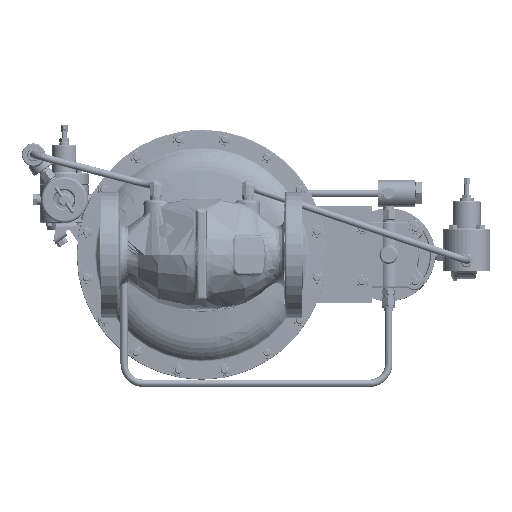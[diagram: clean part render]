
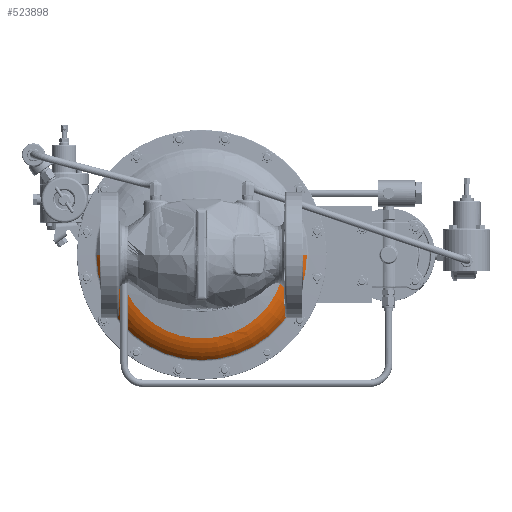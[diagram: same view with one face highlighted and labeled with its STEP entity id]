
A CAD part, front view. The second image highlights one B-rep face of the part: STEP entity #523898.
In plain terms, the highlighted toroidal (fillet/blend) face has major radius 101.046 mm and minor radius 46.038 mm.
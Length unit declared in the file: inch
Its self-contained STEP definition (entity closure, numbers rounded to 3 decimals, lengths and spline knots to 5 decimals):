
#907 = AXIS2_PLACEMENT_3D ( 'NONE', #44921, #613434, #136453 ) ;
#7475 = DIRECTION ( 'NONE',  ( 1., 0., 0. ) ) ;
#32160 = CARTESIAN_POINT ( 'NONE',  ( -4.68644, 9.03441, -0.12842 ) ) ;
#33917 = B_SPLINE_CURVE_WITH_KNOTS ( 'NONE', 3,
 ( #96296, #89621, #444976, #197776, #194421, #35461, #241853, #654718, #302580, #146995, #353410, #45467, #38810, #191112, #251875, #556563, #448303, #32160, #295973, #86311, #604031, #451595 ),
 .UNSPECIFIED., .F., .F.,
 ( 4, 2, 2, 2, 2, 2, 2, 2, 2, 2, 4 ),
 ( 0., 0.00492, 0.00615, 0.00738, 0.00984, 0.01107, 0.0123, 0.01476, 0.01599, 0.01722, 0.01968 ),
 .UNSPECIFIED. ) ;
#35461 = CARTESIAN_POINT ( 'NONE',  ( -4.49401, 8.97138, -0.4524 ) ) ;
#35695 = ORIENTED_EDGE ( 'NONE', *, *, #69517, .F. ) ;
#38810 = CARTESIAN_POINT ( 'NONE',  ( -4.62253, 9.01149, -0.2925 ) ) ;
#44921 = CARTESIAN_POINT ( 'NONE',  ( 3.97817, 10.70206, 0. ) ) ;
#45467 = CARTESIAN_POINT ( 'NONE',  ( -4.61436, 9.0087, -0.30644 ) ) ;
#45767 = DIRECTION ( 'NONE',  ( -1., 0., 0. ) ) ;
#48212 = CARTESIAN_POINT ( 'NONE',  ( -4.2786, 8.9218, -0.58557 ) ) ;
#49084 = CARTESIAN_POINT ( 'NONE',  ( 0., 8.9218, 0. ) ) ;
#69517 = EDGE_CURVE ( 'NONE', #423330, #443620, #478537, .T. ) ;
#70357 = AXIS2_PLACEMENT_3D ( 'NONE', #49084, #563502, #45767 ) ;
#86311 = CARTESIAN_POINT ( 'NONE',  ( -4.69797, 9.03875, -0.06439 ) ) ;
#89621 = CARTESIAN_POINT ( 'NONE',  ( -4.33854, 8.93254, -0.56198 ) ) ;
#96296 = CARTESIAN_POINT ( 'NONE',  ( -4.2786, 8.9218, -0.58557 ) ) ;
#105922 = EDGE_LOOP ( 'NONE', ( #590424, #237675, #292914, #535823, #35695 ) ) ;
#126246 = CIRCLE ( 'NONE', #375002, 5.42319 ) ;
#132921 = FACE_OUTER_BOUND ( 'NONE', #105922, .T. ) ;
#136453 = DIRECTION ( 'NONE',  ( -1., 0., 0. ) ) ;
#146995 = CARTESIAN_POINT ( 'NONE',  ( -4.58815, 8.99998, -0.34644 ) ) ;
#147143 = DIRECTION ( 'NONE',  ( 0., 0., 1. ) ) ;
#173069 = CARTESIAN_POINT ( 'NONE',  ( 0., 9.60795, 0. ) ) ;
#179855 = VERTEX_POINT ( 'NONE', #221331 ) ;
#191112 = CARTESIAN_POINT ( 'NONE',  ( -4.64522, 9.01935, -0.24999 ) ) ;
#194421 = CARTESIAN_POINT ( 'NONE',  ( -4.47001, 8.96476, -0.47322 ) ) ;
#197379 = AXIS2_PLACEMENT_3D ( 'NONE', #600864, #147143, #654867 ) ;
#197776 = CARTESIAN_POINT ( 'NONE',  ( -4.45754, 8.96143, -0.48329 ) ) ;
#208135 = EDGE_CURVE ( 'NONE', #254438, #443620, #33917, .T. ) ;
#221331 = CARTESIAN_POINT ( 'NONE',  ( 4.31849, 8.9218, 0. ) ) ;
#237675 = ORIENTED_EDGE ( 'NONE', *, *, #660275, .T. ) ;
#241853 = CARTESIAN_POINT ( 'NONE',  ( -4.50559, 8.97467, -0.44163 ) ) ;
#246930 = CARTESIAN_POINT ( 'NONE',  ( -4.70066, 9.03978, 0. ) ) ;
#251875 = CARTESIAN_POINT ( 'NONE',  ( -4.65806, 9.02396, -0.22069 ) ) ;
#254438 = VERTEX_POINT ( 'NONE', #48212 ) ;
#292914 = ORIENTED_EDGE ( 'NONE', *, *, #632179, .F. ) ;
#295973 = CARTESIAN_POINT ( 'NONE',  ( -4.68985, 9.03569, -0.11239 ) ) ;
#302580 = CARTESIAN_POINT ( 'NONE',  ( -4.55974, 8.99084, -0.38442 ) ) ;
#313123 = CARTESIAN_POINT ( 'NONE',  ( -5.42319, 9.60795, 0. ) ) ;
#353410 = CARTESIAN_POINT ( 'NONE',  ( -4.59719, 9.00295, -0.33338 ) ) ;
#375002 = AXIS2_PLACEMENT_3D ( 'NONE', #173069, #586004, #7475 ) ;
#379879 = AXIS2_PLACEMENT_3D ( 'NONE', #663981, #596641, #447570 ) ;
#423330 = VERTEX_POINT ( 'NONE', #313123 ) ;
#431082 = EDGE_CURVE ( 'NONE', #423330, #652538, #126246, .T. ) ;
#433165 = CIRCLE ( 'NONE', #907, 1.8125 ) ;
#443620 = VERTEX_POINT ( 'NONE', #246930 ) ;
#444976 = CARTESIAN_POINT ( 'NONE',  ( -4.3939, 8.94501, -0.53114 ) ) ;
#447570 = DIRECTION ( 'NONE',  ( -1., 0., 0. ) ) ;
#448303 = CARTESIAN_POINT ( 'NONE',  ( -4.6784, 9.03142, -0.15979 ) ) ;
#451595 = CARTESIAN_POINT ( 'NONE',  ( -4.70066, 9.03978, 0. ) ) ;
#478537 = CIRCLE ( 'NONE', #197379, 1.8125 ) ;
#502871 = CIRCLE ( 'NONE', #70357, 4.31849 ) ;
#523898 = ADVANCED_FACE ( 'NONE', ( #132921 ), #650448, .T. ) ;
#535823 = ORIENTED_EDGE ( 'NONE', *, *, #208135, .T. ) ;
#542081 = CARTESIAN_POINT ( 'NONE',  ( 5.42319, 9.60795, 0. ) ) ;
#556563 = CARTESIAN_POINT ( 'NONE',  ( -4.67376, 9.0297, -0.1752 ) ) ;
#563502 = DIRECTION ( 'NONE',  ( 0., -1., 0. ) ) ;
#586004 = DIRECTION ( 'NONE',  ( 0., -1., 0. ) ) ;
#590424 = ORIENTED_EDGE ( 'NONE', *, *, #431082, .T. ) ;
#596641 = DIRECTION ( 'NONE',  ( 0., -1., 0. ) ) ;
#600864 = CARTESIAN_POINT ( 'NONE',  ( -3.97817, 10.70206, 0. ) ) ;
#604031 = CARTESIAN_POINT ( 'NONE',  ( -4.70066, 9.03978, -0.03226 ) ) ;
#613434 = DIRECTION ( 'NONE',  ( 0., 0., -1. ) ) ;
#632179 = EDGE_CURVE ( 'NONE', #254438, #179855, #502871, .T. ) ;
#650448 = TOROIDAL_SURFACE ( 'NONE', #379879, 3.97817, 1.8125 ) ;
#652538 = VERTEX_POINT ( 'NONE', #542081 ) ;
#654718 = CARTESIAN_POINT ( 'NONE',  ( -4.53908, 8.98445, -0.40819 ) ) ;
#654867 = DIRECTION ( 'NONE',  ( 1., 0., 0. ) ) ;
#660275 = EDGE_CURVE ( 'NONE', #652538, #179855, #433165, .T. ) ;
#663981 = CARTESIAN_POINT ( 'NONE',  ( 0., 10.70206, 0. ) ) ;
